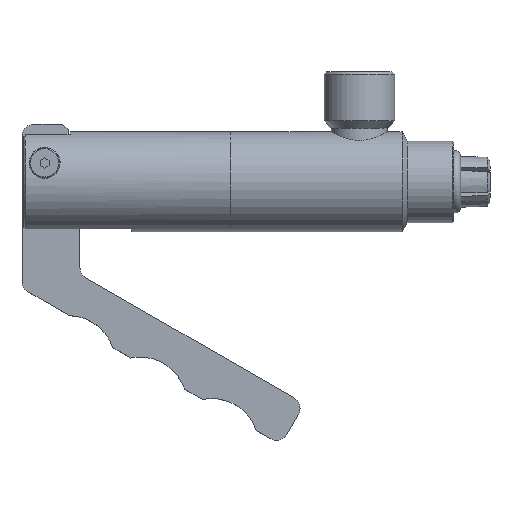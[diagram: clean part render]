
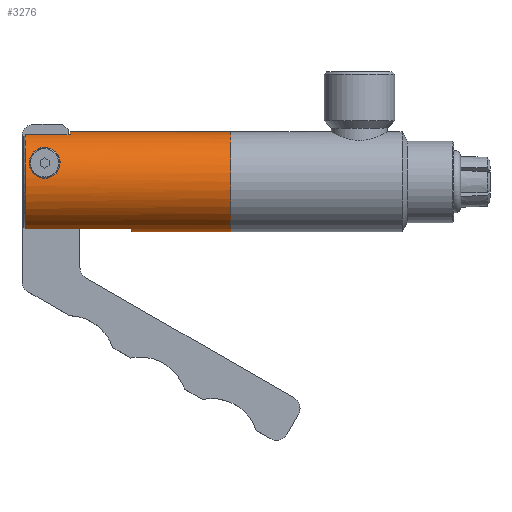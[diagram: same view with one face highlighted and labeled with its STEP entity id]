
A CAD part, top view. The second image highlights one B-rep face of the part: STEP entity #3276.
In plain terms, the highlighted cylindrical face has radius 13.462 mm (diameter 26.924 mm), a full revolution.
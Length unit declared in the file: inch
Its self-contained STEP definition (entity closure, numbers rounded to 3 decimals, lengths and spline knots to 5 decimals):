
#74=B_SPLINE_CURVE_WITH_KNOTS('',3,(#4642,#4643,#4644,#4645,#4646,#4647,
#4648,#4649,#4650,#4651,#4652,#4653,#4654,#4655,#4656,#4657,#4658,#4659,
#4660,#4661,#4662,#4663,#4664,#4665,#4666,#4667,#4668,#4669,#4670,#4671,
#4672,#4673,#4674,#4675),.UNSPECIFIED.,.T.,.F.,(4,2,2,2,2,2,2,2,2,2,2,2,
2,2,2,2,4),(0.,0.15668,0.31335,0.47644,0.63953,
0.82205,1.00457,1.16495,1.32534,1.48572,
1.64611,1.82862,2.01114,2.17423,2.33732,
2.494,2.65068),.UNSPECIFIED.);
#75=B_SPLINE_CURVE_WITH_KNOTS('',3,(#4678,#4679,#4680,#4681,#4682,#4683,
#4684,#4685,#4686,#4687,#4688,#4689,#4690,#4691,#4692,#4693,#4694,#4695,
#4696,#4697,#4698,#4699,#4700,#4701,#4702,#4703,#4704,#4705,#4706,#4707,
#4708,#4709,#4710,#4711),.UNSPECIFIED.,.T.,.F.,(4,2,2,2,2,2,2,2,2,2,2,2,
2,2,2,2,4),(0.,0.0905,0.18099,0.27693,0.37288,
0.47505,0.57722,0.66858,0.75994,
0.8513,0.94266,1.04483,1.147,1.24294,
1.33888,1.42938,1.51987),.UNSPECIFIED.);
#401=LINE('',#5945,#639);
#402=LINE('',#5947,#640);
#403=LINE('',#5951,#641);
#404=LINE('',#5955,#642);
#639=VECTOR('',#4376,0.475);
#640=VECTOR('',#4377,0.475);
#641=VECTOR('',#4380,1.125);
#642=VECTOR('',#4383,1.125);
#769=FACE_BOUND('',#1141,.T.);
#770=FACE_BOUND('',#1142,.T.);
#771=FACE_BOUND('',#1143,.T.);
#941=FACE_OUTER_BOUND('',#1140,.T.);
#1140=EDGE_LOOP('',(#3001));
#1141=EDGE_LOOP('',(#3002));
#1142=EDGE_LOOP('',(#3003));
#1143=EDGE_LOOP('',(#3004,#3005,#3006,#3007,#3008,#3009,#3010,#3011));
#1287=CIRCLE('',#3568,0.53);
#1288=CIRCLE('',#3570,0.53);
#1289=CIRCLE('',#3571,0.53);
#1290=CIRCLE('',#3572,0.53);
#1291=CIRCLE('',#3573,0.53);
#1364=VERTEX_POINT('',#4641);
#1365=VERTEX_POINT('',#4677);
#1592=VERTEX_POINT('',#5933);
#1593=VERTEX_POINT('',#5934);
#1596=VERTEX_POINT('',#5942);
#1597=VERTEX_POINT('',#5944);
#1598=VERTEX_POINT('',#5946);
#1599=VERTEX_POINT('',#5948);
#1600=VERTEX_POINT('',#5950);
#1601=VERTEX_POINT('',#5952);
#1602=VERTEX_POINT('',#5954);
#1704=EDGE_CURVE('',#1364,#1364,#74,.T.);
#1705=EDGE_CURVE('',#1365,#1365,#75,.T.);
#2063=EDGE_CURVE('',#1592,#1593,#1287,.T.);
#2067=EDGE_CURVE('',#1596,#1596,#1288,.T.);
#2068=EDGE_CURVE('',#1597,#1592,#401,.T.);
#2069=EDGE_CURVE('',#1593,#1598,#402,.T.);
#2070=EDGE_CURVE('',#1598,#1599,#1289,.T.);
#2071=EDGE_CURVE('',#1599,#1600,#403,.T.);
#2072=EDGE_CURVE('',#1600,#1601,#1290,.T.);
#2073=EDGE_CURVE('',#1601,#1602,#404,.T.);
#2074=EDGE_CURVE('',#1602,#1597,#1291,.T.);
#3001=ORIENTED_EDGE('',*,*,#2067,.F.);
#3002=ORIENTED_EDGE('',*,*,#1704,.T.);
#3003=ORIENTED_EDGE('',*,*,#1705,.T.);
#3004=ORIENTED_EDGE('',*,*,#2068,.T.);
#3005=ORIENTED_EDGE('',*,*,#2063,.T.);
#3006=ORIENTED_EDGE('',*,*,#2069,.T.);
#3007=ORIENTED_EDGE('',*,*,#2070,.T.);
#3008=ORIENTED_EDGE('',*,*,#2071,.T.);
#3009=ORIENTED_EDGE('',*,*,#2072,.T.);
#3010=ORIENTED_EDGE('',*,*,#2073,.T.);
#3011=ORIENTED_EDGE('',*,*,#2074,.T.);
#3114=CYLINDRICAL_SURFACE('',#3569,0.53);
#3276=ADVANCED_FACE('',(#941,#769,#770,#771),#3114,.T.);
#3568=AXIS2_PLACEMENT_3D('',#5935,#4367,#4368);
#3569=AXIS2_PLACEMENT_3D('',#5941,#4372,#4373);
#3570=AXIS2_PLACEMENT_3D('',#5943,#4374,#4375);
#3571=AXIS2_PLACEMENT_3D('',#5949,#4378,#4379);
#3572=AXIS2_PLACEMENT_3D('',#5953,#4381,#4382);
#3573=AXIS2_PLACEMENT_3D('',#5956,#4384,#4385);
#4367=DIRECTION('center_axis',(1.,0.,0.));
#4368=DIRECTION('ref_axis',(0.,1.,0.));
#4372=DIRECTION('center_axis',(1.,0.,0.));
#4373=DIRECTION('ref_axis',(0.,1.,0.));
#4374=DIRECTION('center_axis',(1.,0.,0.));
#4375=DIRECTION('ref_axis',(0.,1.,0.));
#4376=DIRECTION('',(1.,0.,0.));
#4377=DIRECTION('',(-1.,0.,0.));
#4378=DIRECTION('center_axis',(1.,0.,0.));
#4379=DIRECTION('ref_axis',(0.,1.,0.));
#4380=DIRECTION('',(1.,0.,0.));
#4381=DIRECTION('center_axis',(1.,0.,0.));
#4382=DIRECTION('ref_axis',(0.,1.,0.));
#4383=DIRECTION('',(-1.,0.,0.));
#4384=DIRECTION('center_axis',(1.,0.,0.));
#4385=DIRECTION('ref_axis',(0.,1.,0.));
#4641=CARTESIAN_POINT('',(0.22,0.036,0.52878));
#4642=CARTESIAN_POINT('Ctrl Pts',(0.22,0.036,0.52878));
#4643=CARTESIAN_POINT('Ctrl Pts',(0.19944,0.036,0.52878));
#4644=CARTESIAN_POINT('Ctrl Pts',(0.17751,0.04011,
0.52855));
#4645=CARTESIAN_POINT('Ctrl Pts',(0.1372,0.05677,
0.52702));
#4646=CARTESIAN_POINT('Ctrl Pts',(0.11882,0.06932,
0.52565));
#4647=CARTESIAN_POINT('Ctrl Pts',(0.08926,0.09873,
0.52094));
#4648=CARTESIAN_POINT('Ctrl Pts',(0.07646,0.11769,
0.5172));
#4649=CARTESIAN_POINT('Ctrl Pts',(0.05984,0.15843,
0.50621));
#4650=CARTESIAN_POINT('Ctrl Pts',(0.056,0.18018,
0.49889));
#4651=CARTESIAN_POINT('Ctrl Pts',(0.056,0.22218,
0.48178));
#4652=CARTESIAN_POINT('Ctrl Pts',(0.06071,0.24507,
0.47054));
#4653=CARTESIAN_POINT('Ctrl Pts',(0.07879,0.28639,
0.4466));
#4654=CARTESIAN_POINT('Ctrl Pts',(0.09211,0.30485,0.43394));
#4655=CARTESIAN_POINT('Ctrl Pts',(0.12121,0.33224,0.41325));
#4656=CARTESIAN_POINT('Ctrl Pts',(0.13847,0.34384,0.40347));
#4657=CARTESIAN_POINT('Ctrl Pts',(0.1773,0.35973,0.38937));
#4658=CARTESIAN_POINT('Ctrl Pts',(0.19895,0.364,0.38523));
#4659=CARTESIAN_POINT('Ctrl Pts',(0.24105,0.364,0.38523));
#4660=CARTESIAN_POINT('Ctrl Pts',(0.2627,0.35973,0.38937));
#4661=CARTESIAN_POINT('Ctrl Pts',(0.30153,0.34384,0.40347));
#4662=CARTESIAN_POINT('Ctrl Pts',(0.31879,0.33224,0.41325));
#4663=CARTESIAN_POINT('Ctrl Pts',(0.34789,0.30485,0.43394));
#4664=CARTESIAN_POINT('Ctrl Pts',(0.36121,0.28639,0.4466));
#4665=CARTESIAN_POINT('Ctrl Pts',(0.37929,0.24507,0.47054));
#4666=CARTESIAN_POINT('Ctrl Pts',(0.384,0.22218,0.48178));
#4667=CARTESIAN_POINT('Ctrl Pts',(0.384,0.18018,0.49889));
#4668=CARTESIAN_POINT('Ctrl Pts',(0.38016,0.15843,0.50621));
#4669=CARTESIAN_POINT('Ctrl Pts',(0.36354,0.11769,0.5172));
#4670=CARTESIAN_POINT('Ctrl Pts',(0.35074,0.09873,0.52094));
#4671=CARTESIAN_POINT('Ctrl Pts',(0.32118,0.06932,
0.52565));
#4672=CARTESIAN_POINT('Ctrl Pts',(0.3028,0.05677,
0.52702));
#4673=CARTESIAN_POINT('Ctrl Pts',(0.26249,0.04011,
0.52855));
#4674=CARTESIAN_POINT('Ctrl Pts',(0.24056,0.036,0.52878));
#4675=CARTESIAN_POINT('Ctrl Pts',(0.22,0.036,0.52878));
#4677=CARTESIAN_POINT('',(0.22,0.105,-0.51949));
#4678=CARTESIAN_POINT('Ctrl Pts',(0.22,0.105,-0.51949));
#4679=CARTESIAN_POINT('Ctrl Pts',(0.23188,0.105,-0.51949));
#4680=CARTESIAN_POINT('Ctrl Pts',(0.24453,0.10737,-0.51903));
#4681=CARTESIAN_POINT('Ctrl Pts',(0.26776,0.11692,-0.51697));
#4682=CARTESIAN_POINT('Ctrl Pts',(0.27833,0.12411,-0.51533));
#4683=CARTESIAN_POINT('Ctrl Pts',(0.29549,0.141,-0.51098));
#4684=CARTESIAN_POINT('Ctrl Pts',(0.30296,0.15198,-0.50789));
#4685=CARTESIAN_POINT('Ctrl Pts',(0.31272,0.17565,-0.5002));
#4686=CARTESIAN_POINT('Ctrl Pts',(0.315,0.18834,-0.49557));
#4687=CARTESIAN_POINT('Ctrl Pts',(0.315,0.21242,-0.48576));
#4688=CARTESIAN_POINT('Ctrl Pts',(0.31244,0.22547,-0.47984));
#4689=CARTESIAN_POINT('Ctrl Pts',(0.30222,0.24932,-0.46788));
#4690=CARTESIAN_POINT('Ctrl Pts',(0.29458,0.26015,-0.46187));
#4691=CARTESIAN_POINT('Ctrl Pts',(0.27755,0.27639,-0.45231));
#4692=CARTESIAN_POINT('Ctrl Pts',(0.26734,0.28328,-0.44798));
#4693=CARTESIAN_POINT('Ctrl Pts',(0.24456,0.29259,-0.44195));
#4694=CARTESIAN_POINT('Ctrl Pts',(0.23199,0.295,-0.44031));
#4695=CARTESIAN_POINT('Ctrl Pts',(0.20801,0.295,-0.44031));
#4696=CARTESIAN_POINT('Ctrl Pts',(0.19544,0.29259,-0.44195));
#4697=CARTESIAN_POINT('Ctrl Pts',(0.17266,0.28328,-0.44798));
#4698=CARTESIAN_POINT('Ctrl Pts',(0.16245,0.27639,-0.45231));
#4699=CARTESIAN_POINT('Ctrl Pts',(0.14542,0.26015,-0.46187));
#4700=CARTESIAN_POINT('Ctrl Pts',(0.13778,0.24932,-0.46788));
#4701=CARTESIAN_POINT('Ctrl Pts',(0.12756,0.22547,-0.47984));
#4702=CARTESIAN_POINT('Ctrl Pts',(0.125,0.21242,-0.48576));
#4703=CARTESIAN_POINT('Ctrl Pts',(0.125,0.18834,-0.49557));
#4704=CARTESIAN_POINT('Ctrl Pts',(0.12728,0.17565,-0.5002));
#4705=CARTESIAN_POINT('Ctrl Pts',(0.13704,0.15198,-0.50789));
#4706=CARTESIAN_POINT('Ctrl Pts',(0.14451,0.141,-0.51098));
#4707=CARTESIAN_POINT('Ctrl Pts',(0.16167,0.12411,-0.51533));
#4708=CARTESIAN_POINT('Ctrl Pts',(0.17224,0.11692,-0.51697));
#4709=CARTESIAN_POINT('Ctrl Pts',(0.19547,0.10737,-0.51903));
#4710=CARTESIAN_POINT('Ctrl Pts',(0.20812,0.105,-0.51949));
#4711=CARTESIAN_POINT('Ctrl Pts',(0.22,0.105,-0.51949));
#5933=CARTESIAN_POINT('',(0.49,0.49939,-0.1775));
#5934=CARTESIAN_POINT('',(0.49,0.49939,0.1775));
#5935=CARTESIAN_POINT('Origin',(0.49,0.,0.));
#5941=CARTESIAN_POINT('Origin',(1.105,0.,0.));
#5942=CARTESIAN_POINT('',(2.195,0.53,0.));
#5943=CARTESIAN_POINT('Origin',(2.195,0.,0.));
#5944=CARTESIAN_POINT('',(0.015,0.49939,-0.1775));
#5945=CARTESIAN_POINT('',(1.105,0.49939,-0.1775));
#5946=CARTESIAN_POINT('',(0.015,0.49939,0.1775));
#5947=CARTESIAN_POINT('',(1.105,0.49939,0.1775));
#5948=CARTESIAN_POINT('',(0.015,-0.49939,0.1775));
#5949=CARTESIAN_POINT('Origin',(0.015,0.,0.));
#5950=CARTESIAN_POINT('',(1.14,-0.49939,0.1775));
#5951=CARTESIAN_POINT('',(1.105,-0.49939,0.1775));
#5952=CARTESIAN_POINT('',(1.14,-0.49939,-0.1775));
#5953=CARTESIAN_POINT('Origin',(1.14,0.,0.));
#5954=CARTESIAN_POINT('',(0.015,-0.49939,-0.1775));
#5955=CARTESIAN_POINT('',(1.105,-0.49939,-0.1775));
#5956=CARTESIAN_POINT('Origin',(0.015,0.,0.));
